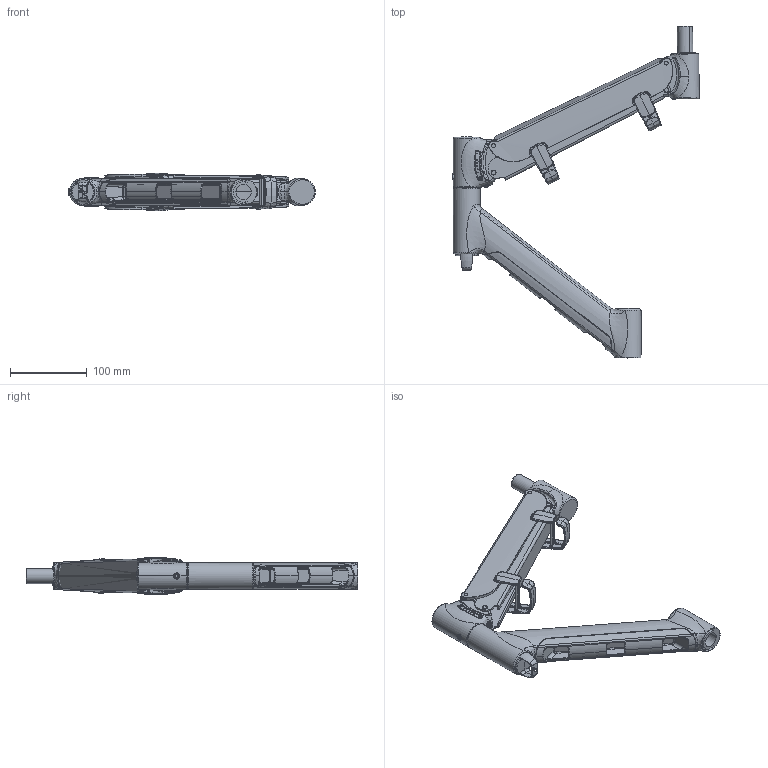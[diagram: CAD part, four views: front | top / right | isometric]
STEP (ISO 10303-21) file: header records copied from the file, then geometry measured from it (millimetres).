
FILE_DESCRIPTION (( 'STEP AP214' ), '1' );
FILE_NAME ('AWM-AHX_20220407.STEP', '2022-04-07T02:01:13', ( '' ), ( '' ), 'SwSTEP 2.0', 'SolidWorks 2018', '' );
FILE_SCHEMA (( 'AUTOMOTIVE_DESIGN' ));
Length unit declared in the file: millimetre
Products named in the file (7): AWM-AHX_20220407; SHDA312_Default<As Machined>; AWM-LH; SHDA010; AWM-LA210; SHDP009; SHDA011
Assembly tree (6 placements, depth 3):
  AWM-AHX_20220407
    AWM-LA210
    AWM-LH
      SHDA011
      SHDP009
      SHDA312_Default<As Machined>
      SHDA010
Bounding box: 322.14 x 433.31 x 48.8 mm (x, y, z)
Volume: 707507.4 mm3; surface area: 250138.9 mm2
Topology: 22 solids, 23 shells, 2513 faces, 6032 edges, 3590 vertices
Faces by surface type: bspline 1120, cylinder 556, plane 462, cone 189, torus 168, sphere 18
Entity records: 128492 total; most frequent: CARTESIAN_POINT 79291, ORIENTED_EDGE 12010, DIRECTION 7699, EDGE_CURVE 6005, VERTEX_POINT 3587, AXIS2_PLACEMENT_3D 3098, EDGE_LOOP 2600, FACE_OUTER_BOUND 2510
